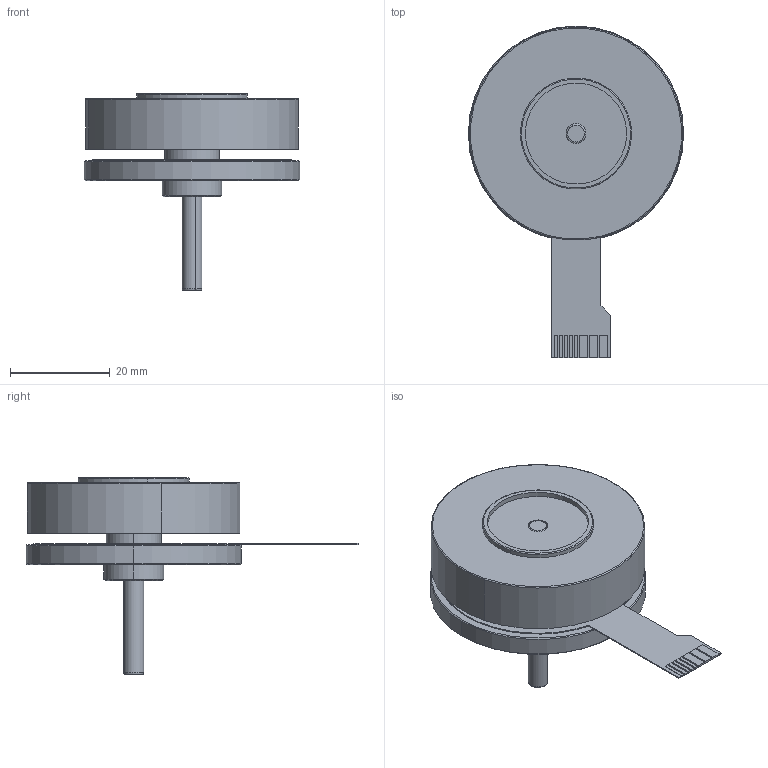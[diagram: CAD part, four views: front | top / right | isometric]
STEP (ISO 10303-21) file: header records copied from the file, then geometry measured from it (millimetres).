
FILE_DESCRIPTION (( 'STEP AP203' ), '1' );
FILE_NAME ('4516.STEP', '2019-12-14T06:15:02', ( '' ), ( '' ), 'SwSTEP 2.0', 'SolidWorks 2015', '' );
FILE_SCHEMA (( 'CONFIG_CONTROL_DESIGN' ));
Length unit declared in the file: millimetre
Products named in the file (7): 684粣創; 50W假蚾啣_1; PCB软板; 4516; 杶芠_1; 蛌粣_1; 儂褲_1
Assembly tree (6 placements, depth 2):
  4516
    50W假蚾啣_1
    PCB软板
    684粣創
    杶芠_1
    儂褲_1
    蛌粣_1
Bounding box: 43.2 x 66.6 x 39.5 mm (x, y, z)
Volume: 9210.9 mm3; surface area: 14122.8 mm2
Topology: 6 solids, 6 shells, 163 faces, 392 edges, 254 vertices
Faces by surface type: cylinder 73, plane 62, cone 16, bspline 8, torus 4
Entity records: 5761 total; most frequent: CARTESIAN_POINT 1030, DIRECTION 896, ORIENTED_EDGE 784, EDGE_CURVE 392, AXIS2_PLACEMENT_3D 348, VERTEX_POINT 254, EDGE_LOOP 210, VECTOR 200
